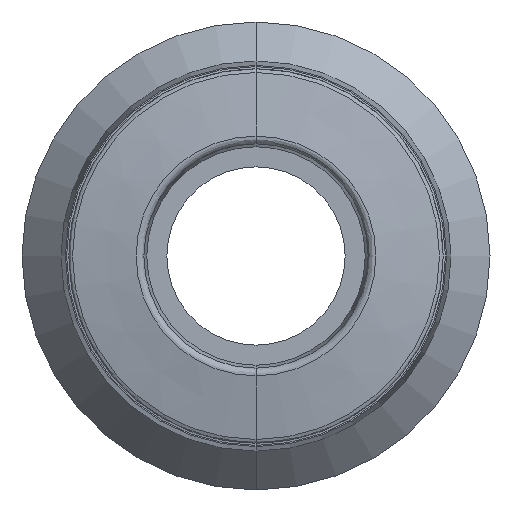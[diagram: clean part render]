
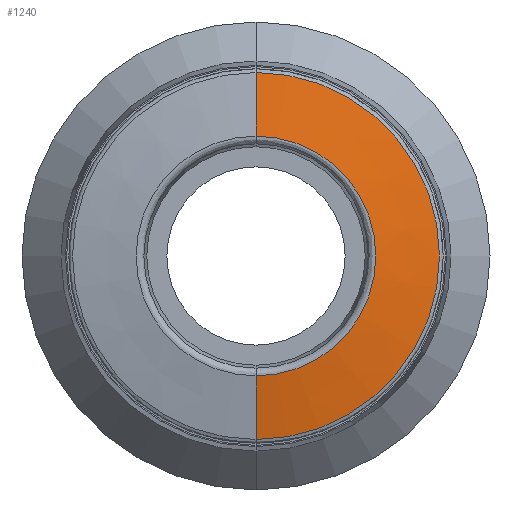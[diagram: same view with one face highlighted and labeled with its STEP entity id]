
A CAD part, front view. The second image highlights one B-rep face of the part: STEP entity #1240.
In plain terms, the highlighted conical face has half-angle 80 degrees and reference radius 8.235 mm.
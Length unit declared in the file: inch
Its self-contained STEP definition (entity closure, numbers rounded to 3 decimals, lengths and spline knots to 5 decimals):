
#78 = DIRECTION ( 'NONE',  ( 0., -1., 0. ) ) ;
#128 = DIRECTION ( 'NONE',  ( 0., -1., 0. ) ) ;
#264 = EDGE_CURVE ( 'NONE', #1311, #2526, #474, .T. ) ;
#474 = LINE ( 'NONE', #736, #480 ) ;
#480 = VECTOR ( 'NONE', #728, 39.37008 ) ;
#524 = CONICAL_SURFACE ( 'NONE', #2808, 0.3242, 1.396 ) ;
#667 = EDGE_LOOP ( 'NONE', ( #2059, #1986, #2562, #1441 ) ) ;
#728 = DIRECTION ( 'NONE',  ( 0., 0.174, 0.985 ) ) ;
#736 = CARTESIAN_POINT ( 'NONE',  ( 0., 0.02, 0.3242 ) ) ;
#811 = EDGE_CURVE ( 'NONE', #2406, #1527, #1977, .T. ) ;
#925 = CARTESIAN_POINT ( 'NONE',  ( 0., 0.00018, 0.21182 ) ) ;
#1113 = AXIS2_PLACEMENT_3D ( 'NONE', #1572, #78, #1830 ) ;
#1240 = ADVANCED_FACE ( 'NONE', ( #1378 ), #524, .T. ) ;
#1311 = VERTEX_POINT ( 'NONE', #925 ) ;
#1356 = CARTESIAN_POINT ( 'NONE',  ( 0., 0.02, 0.3242 ) ) ;
#1378 = FACE_OUTER_BOUND ( 'NONE', #667, .T. ) ;
#1441 = ORIENTED_EDGE ( 'NONE', *, *, #264, .F. ) ;
#1527 = VERTEX_POINT ( 'NONE', #2880 ) ;
#1572 = CARTESIAN_POINT ( 'NONE',  ( 0., 0.00018, 0. ) ) ;
#1617 = CARTESIAN_POINT ( 'NONE',  ( 0., 0.02, 0. ) ) ;
#1830 = DIRECTION ( 'NONE',  ( 0., 0., 1. ) ) ;
#1873 = DIRECTION ( 'NONE',  ( -1., 0., 0. ) ) ;
#1966 = VECTOR ( 'NONE', #2574, 39.37008 ) ;
#1977 = LINE ( 'NONE', #2500, #1966 ) ;
#1985 = CIRCLE ( 'NONE', #3127, 0.3242 ) ;
#1986 = ORIENTED_EDGE ( 'NONE', *, *, #811, .T. ) ;
#2059 = ORIENTED_EDGE ( 'NONE', *, *, #3002, .F. ) ;
#2139 = EDGE_CURVE ( 'NONE', #1527, #2526, #1985, .T. ) ;
#2372 = DIRECTION ( 'NONE',  ( 0., 0., 1. ) ) ;
#2403 = CARTESIAN_POINT ( 'NONE',  ( 0., 0.02, 0. ) ) ;
#2406 = VERTEX_POINT ( 'NONE', #2462 ) ;
#2411 = CIRCLE ( 'NONE', #1113, 0.21182 ) ;
#2462 = CARTESIAN_POINT ( 'NONE',  ( 0., 0.00018, -0.21182 ) ) ;
#2500 = CARTESIAN_POINT ( 'NONE',  ( 0., 0.02, -0.3242 ) ) ;
#2526 = VERTEX_POINT ( 'NONE', #1356 ) ;
#2562 = ORIENTED_EDGE ( 'NONE', *, *, #2139, .T. ) ;
#2574 = DIRECTION ( 'NONE',  ( 0., 0.174, -0.985 ) ) ;
#2808 = AXIS2_PLACEMENT_3D ( 'NONE', #2403, #3115, #2372 ) ;
#2880 = CARTESIAN_POINT ( 'NONE',  ( 0., 0.02, -0.3242 ) ) ;
#3002 = EDGE_CURVE ( 'NONE', #2406, #1311, #2411, .T. ) ;
#3115 = DIRECTION ( 'NONE',  ( 0., 1., 0. ) ) ;
#3127 = AXIS2_PLACEMENT_3D ( 'NONE', #1617, #128, #1873 ) ;
